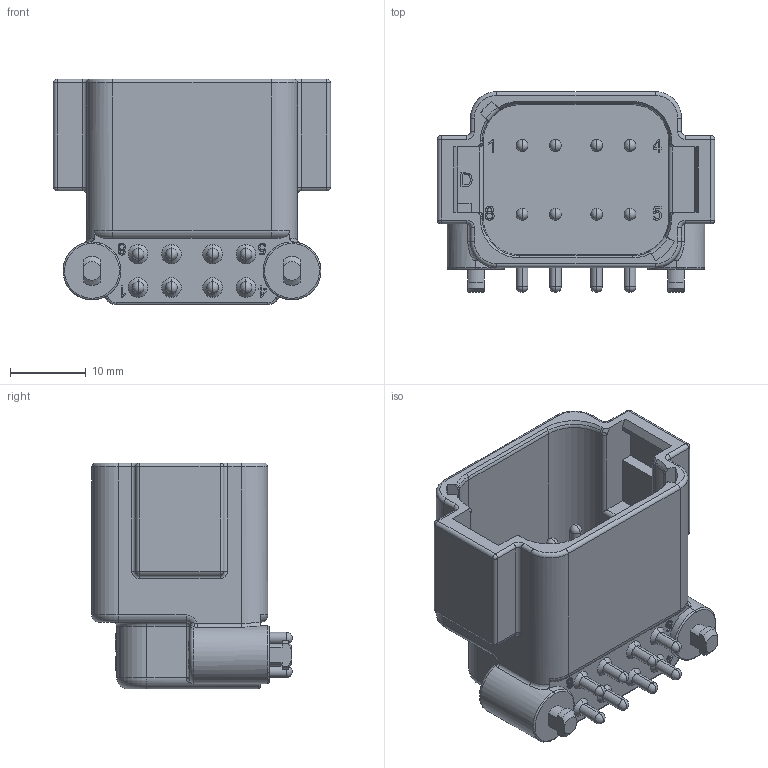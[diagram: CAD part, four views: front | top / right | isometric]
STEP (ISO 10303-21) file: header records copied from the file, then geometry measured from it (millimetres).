
FILE_DESCRIPTION((''),'2;1');
FILE_NAME('C-ATF13-08PD-BM03_3D','2019-03-22T',('Brook.Ding'),(''),'PRO/ENGINEER BY PARAMETRIC TECHNOLOGY CORPORATION, 2016360','PRO/ENGINEER BY PARAMETRIC TECHNOLOGY CORPORATION, 2016360','');
FILE_SCHEMA(('CONFIG_CONTROL_DESIGN'));
Length unit declared in the file: millimetre
Products named in the file (1): C-ATF13-08PD-BM03_3D
Bounding box: 36.75 x 26.55 x 29.9 mm (x, y, z)
Volume: 9643.5 mm3; surface area: 6977 mm2
Topology: 1 solids, 1 shells, 853 faces, 2285 edges, 1453 vertices
Faces by surface type: extrusion 307, plane 280, cylinder 129, torus 49, sphere 42, cone 27, bspline 18, revolution 1
Entity records: 29136 total; most frequent: CARTESIAN_POINT 9138, ORIENTED_EDGE 4486, DIRECTION 3313, EDGE_CURVE 2243, VERTEX_POINT 1453, VECTOR 1446, LINE 1139, B_SPLINE_CURVE_WITH_KNOTS 1006
